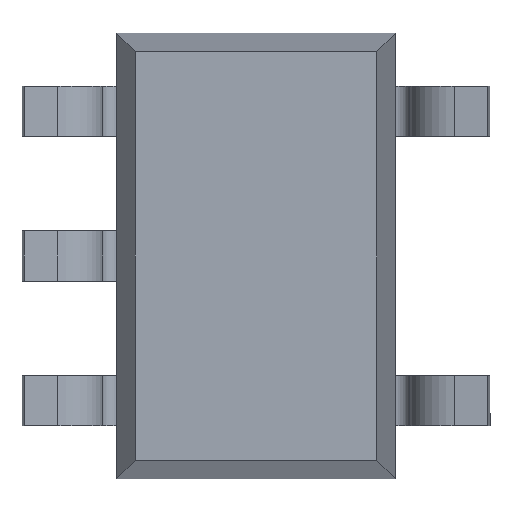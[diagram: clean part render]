
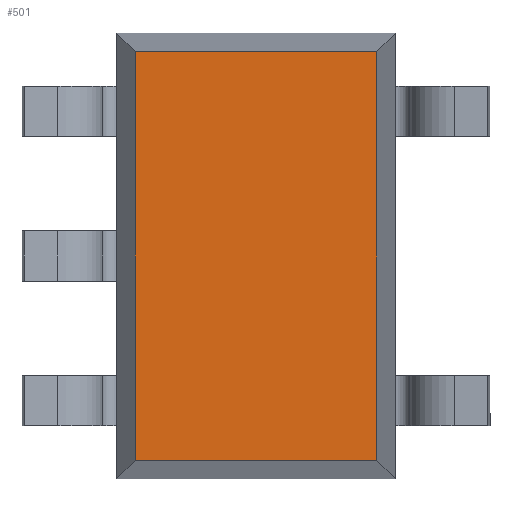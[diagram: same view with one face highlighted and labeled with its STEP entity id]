
A CAD part, front view. The second image highlights one B-rep face of the part: STEP entity #501.
In plain terms, the highlighted planar face has unit normal (0, -1, 0).
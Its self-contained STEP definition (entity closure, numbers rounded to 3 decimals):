
#25 = LINE ( 'NONE', #2097, #1834 ) ;
#48 = CARTESIAN_POINT ( 'NONE',  ( -0.542, 0.1, 1. ) ) ;
#135 = CARTESIAN_POINT ( 'NONE',  ( -0.542, 0.1, 0.917 ) ) ;
#157 = DIRECTION ( 'NONE',  ( 0., 0., 1. ) ) ;
#165 = VERTEX_POINT ( 'NONE', #135 ) ;
#169 = EDGE_CURVE ( 'NONE', #1479, #1090, #373, .T. ) ;
#225 = VECTOR ( 'NONE', #157, 1000. ) ;
#307 = ORIENTED_EDGE ( 'NONE', *, *, #1338, .T. ) ;
#373 = LINE ( 'NONE', #1816, #225 ) ;
#437 = CARTESIAN_POINT ( 'NONE',  ( 0., 0.1, 0. ) ) ;
#501 = ADVANCED_FACE ( 'NONE', ( #776 ), #1543, .T. ) ;
#620 = CARTESIAN_POINT ( 'NONE',  ( -0.542, 0.1, -0.917 ) ) ;
#709 = ORIENTED_EDGE ( 'NONE', *, *, #169, .T. ) ;
#776 = FACE_OUTER_BOUND ( 'NONE', #1079, .T. ) ;
#805 = DIRECTION ( 'NONE',  ( 1., 0., 0. ) ) ;
#900 = LINE ( 'NONE', #48, #2270 ) ;
#1058 = AXIS2_PLACEMENT_3D ( 'NONE', #437, #1913, #805 ) ;
#1079 = EDGE_LOOP ( 'NONE', ( #307, #709, #1558, #2000 ) ) ;
#1090 = VERTEX_POINT ( 'NONE', #1922 ) ;
#1338 = EDGE_CURVE ( 'NONE', #1429, #1479, #1715, .T. ) ;
#1361 = CARTESIAN_POINT ( 'NONE',  ( 0.542, 0.1, -0.917 ) ) ;
#1429 = VERTEX_POINT ( 'NONE', #620 ) ;
#1479 = VERTEX_POINT ( 'NONE', #1361 ) ;
#1543 = PLANE ( 'NONE',  #1058 ) ;
#1558 = ORIENTED_EDGE ( 'NONE', *, *, #1599, .T. ) ;
#1599 = EDGE_CURVE ( 'NONE', #1090, #165, #25, .T. ) ;
#1610 = EDGE_CURVE ( 'NONE', #165, #1429, #900, .T. ) ;
#1715 = LINE ( 'NONE', #2004, #2039 ) ;
#1730 = DIRECTION ( 'NONE',  ( -1., 0., 0. ) ) ;
#1816 = CARTESIAN_POINT ( 'NONE',  ( 0.542, 0.1, -1. ) ) ;
#1834 = VECTOR ( 'NONE', #1730, 1000. ) ;
#1913 = DIRECTION ( 'NONE',  ( 0., -1., 0. ) ) ;
#1914 = DIRECTION ( 'NONE',  ( 0., 0., -1. ) ) ;
#1922 = CARTESIAN_POINT ( 'NONE',  ( 0.542, 0.1, 0.917 ) ) ;
#2000 = ORIENTED_EDGE ( 'NONE', *, *, #1610, .T. ) ;
#2004 = CARTESIAN_POINT ( 'NONE',  ( -0.625, 0.1, -0.917 ) ) ;
#2039 = VECTOR ( 'NONE', #2377, 1000. ) ;
#2097 = CARTESIAN_POINT ( 'NONE',  ( 0.625, 0.1, 0.917 ) ) ;
#2270 = VECTOR ( 'NONE', #1914, 1000. ) ;
#2377 = DIRECTION ( 'NONE',  ( 1., 0., 0. ) ) ;
